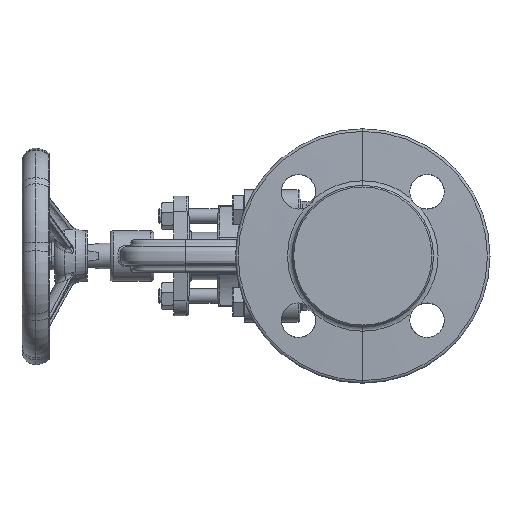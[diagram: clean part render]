
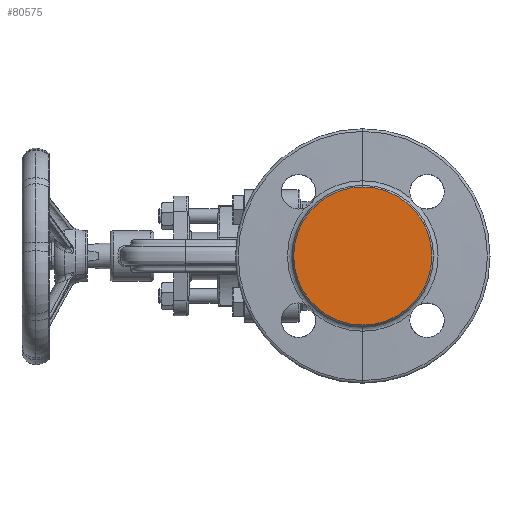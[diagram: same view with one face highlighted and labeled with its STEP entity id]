
A CAD part, left-side view. The second image highlights one B-rep face of the part: STEP entity #80575.
In plain terms, the highlighted planar face has unit normal (-1, 0, 0).
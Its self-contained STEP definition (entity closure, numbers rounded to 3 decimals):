
#10663 = DIRECTION ( 'NONE',  ( 0., 0., 1. ) ) ;
#16305 = AXIS2_PLACEMENT_3D ( 'NONE', #73334, #72691, #112591 ) ;
#27300 = CIRCLE ( 'NONE', #71238, 38. ) ;
#27911 = DIRECTION ( 'NONE',  ( 0., 0., 1. ) ) ;
#28550 = DIRECTION ( 'NONE',  ( -1., 0., 0. ) ) ;
#34327 = ORIENTED_EDGE ( 'NONE', *, *, #129041, .T. ) ;
#40063 = ORIENTED_EDGE ( 'NONE', *, *, #44660, .T. ) ;
#42588 = FACE_OUTER_BOUND ( 'NONE', #122541, .T. ) ;
#42704 = CARTESIAN_POINT ( 'NONE',  ( -90., 0., 0. ) ) ;
#44660 = EDGE_CURVE ( 'NONE', #126388, #60510, #102822, .T. ) ;
#46309 = AXIS2_PLACEMENT_3D ( 'NONE', #78286, #28550, #27911 ) ;
#60510 = VERTEX_POINT ( 'NONE', #80296 ) ;
#71238 = AXIS2_PLACEMENT_3D ( 'NONE', #42704, #120611, #10663 ) ;
#72691 = DIRECTION ( 'NONE',  ( -1., 0., 0. ) ) ;
#73334 = CARTESIAN_POINT ( 'NONE',  ( -90., 0., 0. ) ) ;
#78286 = CARTESIAN_POINT ( 'NONE',  ( -90., 0., 0. ) ) ;
#80296 = CARTESIAN_POINT ( 'NONE',  ( -90., 0., 38. ) ) ;
#80575 = ADVANCED_FACE ( 'NONE', ( #42588 ), #122424, .T. ) ;
#102822 = CIRCLE ( 'NONE', #46309, 38. ) ;
#112591 = DIRECTION ( 'NONE',  ( 0., 0., 1. ) ) ;
#120611 = DIRECTION ( 'NONE',  ( -1., 0., 0. ) ) ;
#122424 = PLANE ( 'NONE',  #16305 ) ;
#122541 = EDGE_LOOP ( 'NONE', ( #40063, #34327 ) ) ;
#123546 = CARTESIAN_POINT ( 'NONE',  ( -90., 0., -38. ) ) ;
#126388 = VERTEX_POINT ( 'NONE', #123546 ) ;
#129041 = EDGE_CURVE ( 'NONE', #60510, #126388, #27300, .T. ) ;
